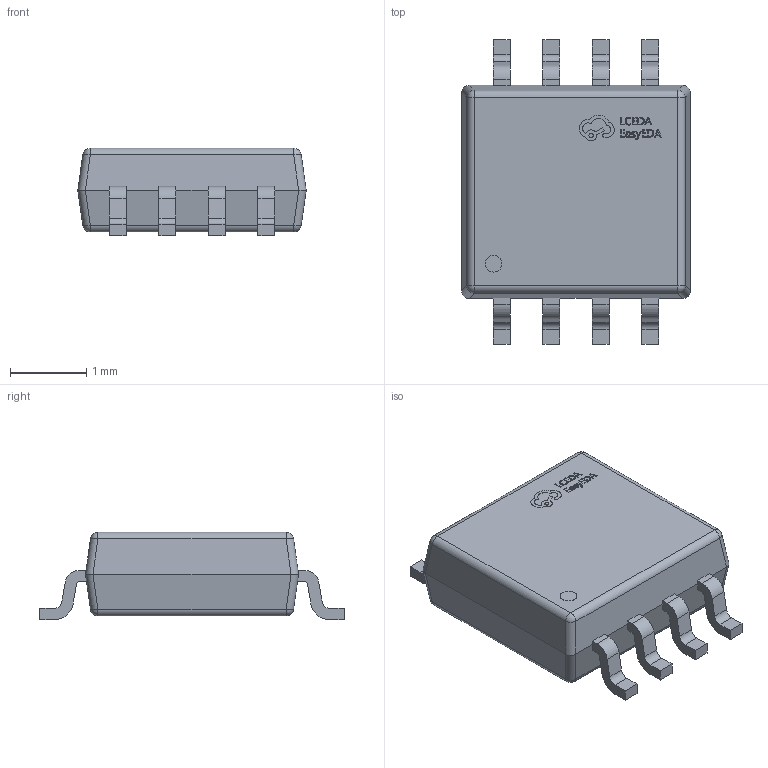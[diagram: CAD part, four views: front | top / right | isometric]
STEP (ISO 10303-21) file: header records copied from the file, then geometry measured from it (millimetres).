
FILE_DESCRIPTION(('FreeCAD Model'),'2;1');
FILE_NAME('Open CASCADE Shape Model','2024-04-21T13:45:11',(''),(''), 'Open CASCADE STEP processor 7.6','FreeCAD','Unknown');
FILE_SCHEMA(('AUTOMOTIVE_DESIGN { 1 0 10303 214 1 1 1 1 }'));
Length unit declared in the file: millimetre
Products named in the file (3): U1; SM8_L3.0-W2.8-P0.65-LS4.0-BL; SOLID
Assembly tree (2 placements, depth 3):
  U1
    SM8_L3.0-W2.8-P0.65-LS4.0-BL
      SOLID
Bounding box: 3 x 4 x 1.15 mm (x, y, z)
Volume: 9 mm3; surface area: 32.3 mm2
Topology: 1 solids, 1 shells, 365 faces, 997 edges, 654 vertices
Faces by surface type: plane 209, bspline 98, cylinder 50, sphere 8
Entity records: 14575 total; most frequent: CARTESIAN_POINT 3337, ORIENTED_EDGE 1994, DIRECTION 1425, EDGE_CURVE 997, LINE 701, VECTOR 701, VERTEX_POINT 654, FACE_BOUND 385
